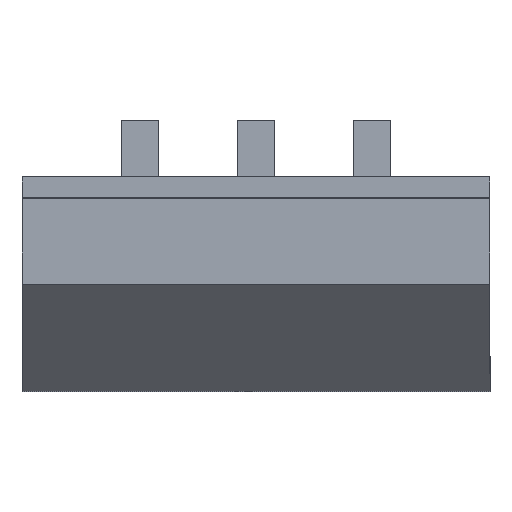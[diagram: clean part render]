
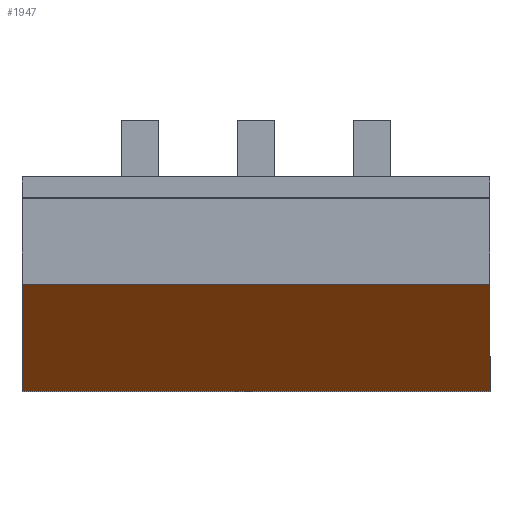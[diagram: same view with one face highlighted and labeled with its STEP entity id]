
A CAD part, top view. The second image highlights one B-rep face of the part: STEP entity #1947.
In plain terms, the highlighted planar face has unit normal (0, -0.707, 0.707).
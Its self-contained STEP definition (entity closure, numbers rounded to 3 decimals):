
#41 = EDGE_CURVE ( 'NONE', #1516, #279, #574, .T. ) ;
#229 = VERTEX_POINT ( 'NONE', #1677 ) ;
#263 = VECTOR ( 'NONE', #361, 1000. ) ;
#266 = CARTESIAN_POINT ( 'NONE',  ( 0., 0., 6.285 ) ) ;
#279 = VERTEX_POINT ( 'NONE', #1239 ) ;
#361 = DIRECTION ( 'NONE',  ( 1., 0., 0. ) ) ;
#478 = DIRECTION ( 'NONE',  ( 1., 0., 0. ) ) ;
#494 = FACE_OUTER_BOUND ( 'NONE', #1440, .T. ) ;
#574 = LINE ( 'NONE', #2185, #2647 ) ;
#594 = CARTESIAN_POINT ( 'NONE',  ( 10.285, 2.35, 8.635 ) ) ;
#616 = CARTESIAN_POINT ( 'NONE',  ( 0., 2.35, 8.635 ) ) ;
#804 = VERTEX_POINT ( 'NONE', #266 ) ;
#821 = DIRECTION ( 'NONE',  ( 0., -0.707, -0.707 ) ) ;
#956 = CARTESIAN_POINT ( 'NONE',  ( 0., 0., 6.285 ) ) ;
#1032 = ORIENTED_EDGE ( 'NONE', *, *, #41, .F. ) ;
#1090 = VECTOR ( 'NONE', #478, 1000. ) ;
#1239 = CARTESIAN_POINT ( 'NONE',  ( 10.285, 0., 6.285 ) ) ;
#1304 = EDGE_CURVE ( 'NONE', #229, #1516, #1463, .T. ) ;
#1323 = EDGE_CURVE ( 'NONE', #229, #804, #1401, .T. ) ;
#1395 = LINE ( 'NONE', #956, #263 ) ;
#1401 = LINE ( 'NONE', #616, #2478 ) ;
#1439 = CARTESIAN_POINT ( 'NONE',  ( 0., 2.35, 8.635 ) ) ;
#1440 = EDGE_LOOP ( 'NONE', ( #1032, #1579, #2214, #1767 ) ) ;
#1463 = LINE ( 'NONE', #1439, #1090 ) ;
#1474 = DIRECTION ( 'NONE',  ( 0., -0.707, -0.707 ) ) ;
#1516 = VERTEX_POINT ( 'NONE', #594 ) ;
#1579 = ORIENTED_EDGE ( 'NONE', *, *, #1304, .F. ) ;
#1677 = CARTESIAN_POINT ( 'NONE',  ( 0., 2.35, 8.635 ) ) ;
#1767 = ORIENTED_EDGE ( 'NONE', *, *, #2335, .T. ) ;
#1847 = CARTESIAN_POINT ( 'NONE',  ( 0., 1.175, 7.46 ) ) ;
#1919 = DIRECTION ( 'NONE',  ( 0., 0.707, -0.707 ) ) ;
#1947 = ADVANCED_FACE ( 'N', ( #494 ), #2564, .F. ) ;
#2185 = CARTESIAN_POINT ( 'NONE',  ( 10.285, 2.35, 8.635 ) ) ;
#2193 = DIRECTION ( 'NONE',  ( 0., 0.707, 0.707 ) ) ;
#2214 = ORIENTED_EDGE ( 'NONE', *, *, #1323, .T. ) ;
#2335 = EDGE_CURVE ( 'NONE', #804, #279, #1395, .T. ) ;
#2478 = VECTOR ( 'NONE', #1474, 1000. ) ;
#2564 = PLANE ( 'NONE',  #2656 ) ;
#2647 = VECTOR ( 'NONE', #821, 1000. ) ;
#2656 = AXIS2_PLACEMENT_3D ( 'NONE', #1847, #1919, #2193 ) ;
